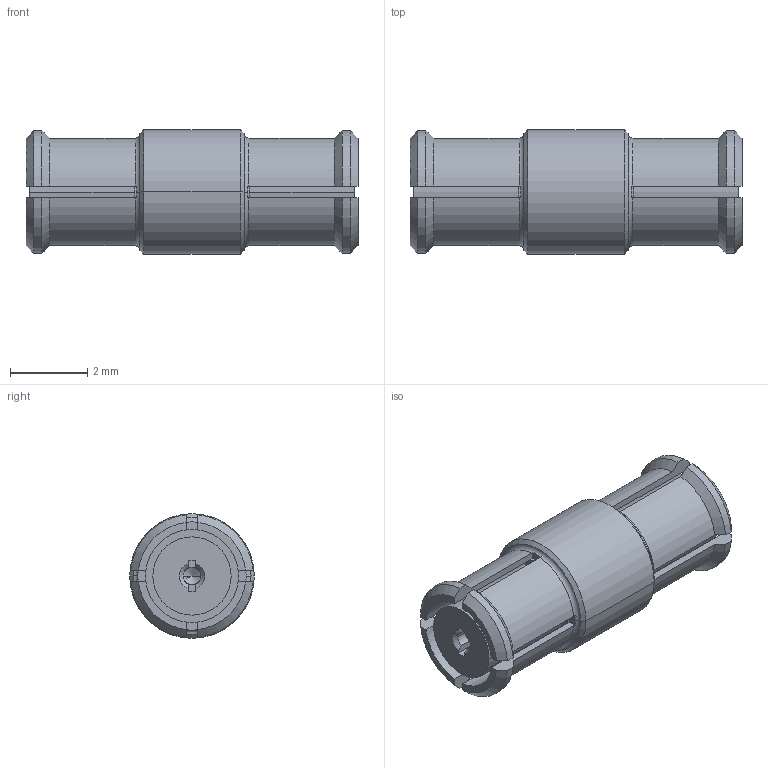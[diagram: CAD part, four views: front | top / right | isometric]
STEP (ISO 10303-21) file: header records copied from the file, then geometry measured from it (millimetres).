
FILE_DESCRIPTION((''),'2;1');
FILE_NAME('SMP-FS2A-860_SW0001','2020-03-16T',('Kaviyarasan'),(''),'CREO PARAMETRIC BY PTC INC, 2018360','CREO PARAMETRIC BY PTC INC, 2018360','');
FILE_SCHEMA(('CONFIG_CONTROL_DESIGN'));
Length unit declared in the file: millimetre
Products named in the file (1): SMP-FS2A-860_SW0001
Bounding box: 8.6 x 3.23 x 3.23 mm (x, y, z)
Volume: 49.1 mm3; surface area: 179.2 mm2
Topology: 1 solids, 1 shells, 126 faces, 338 edges, 214 vertices
Faces by surface type: plane 48, cylinder 46, cone 28, torus 4
Entity records: 4112 total; most frequent: CARTESIAN_POINT 938, ORIENTED_EDGE 668, DIRECTION 662, EDGE_CURVE 334, AXIS2_PLACEMENT_3D 258, VERTEX_POINT 214, VECTOR 146, LINE 146
